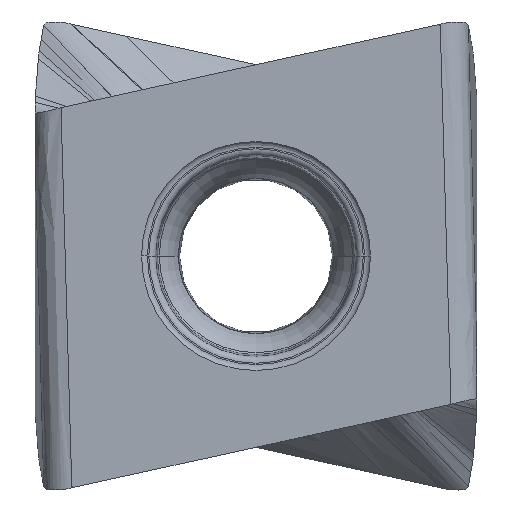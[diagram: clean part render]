
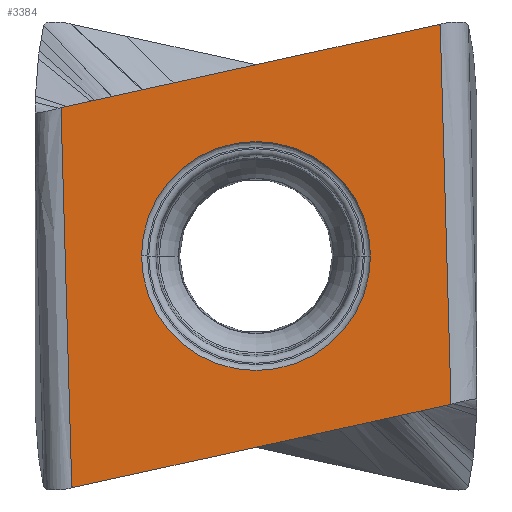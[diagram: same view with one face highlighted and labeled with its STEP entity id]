
A CAD part, front view. The second image highlights one B-rep face of the part: STEP entity #3384.
In plain terms, the highlighted planar face has unit normal (0, -1, 0).
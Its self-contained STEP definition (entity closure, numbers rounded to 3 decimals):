
#411=CARTESIAN_POINT('',(0.,0.,0.));
#412=DIRECTION('',(0.,1.,0.));
#413=DIRECTION('',(-1.,0.,0.));
#414=AXIS2_PLACEMENT_3D('',#411,#412,#413);
#427=CARTESIAN_POINT('',(0.,0.,0.));
#428=DIRECTION('',(0.,1.,0.));
#429=DIRECTION('',(1.,0.,0.));
#430=AXIS2_PLACEMENT_3D('',#427,#428,#429);
#435=DIRECTION('',(0.028,0.,-1.));
#436=VECTOR('',#435,11.199);
#437=CARTESIAN_POINT('',(-5.745,0.,4.364));
#438=LINE('',#437,#436);
#513=CARTESIAN_POINT('',(-5.426,0.,
-6.83));
#514=CARTESIAN_POINT('',(-5.194,0.,
-6.779));
#515=CARTESIAN_POINT('',(-4.695,0.,
-6.668));
#516=CARTESIAN_POINT('',(-4.142,0.,-6.546));
#517=CARTESIAN_POINT('',(-3.859,0.,-6.484));
#538=CARTESIAN_POINT('',(-3.859,0.,-6.484));
#539=CARTESIAN_POINT('',(-3.467,0.,-6.398));
#540=CARTESIAN_POINT('',(-2.647,0.,
-6.216));
#541=CARTESIAN_POINT('',(-1.344,0.,
-5.929));
#542=CARTESIAN_POINT('',(-0.231,0.,
-5.683));
#543=CARTESIAN_POINT('',(0.656,0.,
-5.488));
#544=CARTESIAN_POINT('',(1.534,0.,
-5.294));
#545=CARTESIAN_POINT('',(2.603,0.,
-5.058));
#546=CARTESIAN_POINT('',(3.8,0.,-4.794));
#547=CARTESIAN_POINT('',(4.872,0.,
-4.557));
#548=CARTESIAN_POINT('',(5.477,0.,-4.424));
#549=CARTESIAN_POINT('',(5.745,0.,-4.364));
#577=CARTESIAN_POINT('',(5.745,0.,-4.364));
#600=DIRECTION('',(-0.028,0.,1.));
#601=VECTOR('',#600,11.199);
#602=CARTESIAN_POINT('',(5.745,0.,-4.364));
#603=LINE('',#602,#601);
#1392=CARTESIAN_POINT('',(5.426,0.,
6.83));
#1393=CARTESIAN_POINT('',(5.194,0.,
6.779));
#1394=CARTESIAN_POINT('',(4.695,0.,6.668));
#1395=CARTESIAN_POINT('',(4.142,0.,6.546));
#1396=CARTESIAN_POINT('',(3.859,0.,6.484));
#1417=CARTESIAN_POINT('',(3.859,0.,6.484));
#1418=CARTESIAN_POINT('',(3.467,0.,6.398));
#1419=CARTESIAN_POINT('',(2.647,0.,
6.216));
#1420=CARTESIAN_POINT('',(1.344,0.,
5.929));
#1421=CARTESIAN_POINT('',(0.231,0.,
5.683));
#1422=CARTESIAN_POINT('',(-0.656,0.,
5.488));
#1423=CARTESIAN_POINT('',(-1.534,0.,
5.294));
#1424=CARTESIAN_POINT('',(-2.603,0.,
5.058));
#1425=CARTESIAN_POINT('',(-3.8,0.,
4.794));
#1426=CARTESIAN_POINT('',(-4.872,0.,
4.557));
#1427=CARTESIAN_POINT('',(-5.477,0.,
4.424));
#1428=CARTESIAN_POINT('',(-5.745,0.,
4.364));
#1456=CARTESIAN_POINT('',(-5.745,0.,
4.364));
#2811=CARTESIAN_POINT('',(3.373,0.,
0.));
#2812=VERTEX_POINT('',#2811);
#2813=CARTESIAN_POINT('',(-3.373,0.,
0.));
#2814=VERTEX_POINT('',#2813);
#2898=VERTEX_POINT('',#1456);
#2899=VERTEX_POINT('',#1417);
#2900=VERTEX_POINT('',#1392);
#2974=VERTEX_POINT('',#577);
#2975=VERTEX_POINT('',#538);
#2976=VERTEX_POINT('',#513);
#3361=CARTESIAN_POINT('',(7.999,0.,-1.189));
#3362=DIRECTION('',(0.,1.,0.));
#3363=DIRECTION('',(-1.,0.,-0.026));
#3364=AXIS2_PLACEMENT_3D('',#3361,#3362,#3363);
#3365=PLANE('',#3364);
#3367=ORIENTED_EDGE('',*,*,#3366,.F.);
#3369=ORIENTED_EDGE('',*,*,#3368,.F.);
#3371=ORIENTED_EDGE('',*,*,#3370,.F.);
#3373=ORIENTED_EDGE('',*,*,#3372,.F.);
#3375=ORIENTED_EDGE('',*,*,#3374,.F.);
#3377=ORIENTED_EDGE('',*,*,#3376,.F.);
#3378=EDGE_LOOP('',(#3367,#3369,#3371,#3373,#3375,#3377));
#3379=FACE_OUTER_BOUND('',#3378,.F.);
#3380=ORIENTED_EDGE('',*,*,#3354,.F.);
#3381=ORIENTED_EDGE('',*,*,#3343,.F.);
#3382=EDGE_LOOP('',(#3380,#3381));
#3383=FACE_BOUND('',#3382,.F.);
#415=CIRCLE('',#414,3.373);
#431=CIRCLE('',#430,3.373);
#518=B_SPLINE_CURVE_WITH_KNOTS('',3,(#513,#514,#515,#516,#517),.UNSPECIFIED.,
.F.,.F.,(4,1,4),(0.,0.5,1.),.UNSPECIFIED.);
#550=B_SPLINE_CURVE_WITH_KNOTS('',3,(#538,#539,#540,#541,#542,#543,#544,#545,
#546,#547,#548,#549),.UNSPECIFIED.,.F.,.F.,(4,1,1,1,1,1,1,1,1,4),(0.,0.125,
0.25,0.375,0.438,0.5,0.625,0.75,0.875,1.),.UNSPECIFIED.);
#1397=B_SPLINE_CURVE_WITH_KNOTS('',3,(#1392,#1393,#1394,#1395,#1396),
.UNSPECIFIED.,.F.,.F.,(4,1,4),(0.,0.5,1.),.UNSPECIFIED.);
#1429=B_SPLINE_CURVE_WITH_KNOTS('',3,(#1417,#1418,#1419,#1420,#1421,#1422,#1423,
#1424,#1425,#1426,#1427,#1428),.UNSPECIFIED.,.F.,.F.,(4,1,1,1,1,1,1,1,1,4),
(0.,0.125,0.25,0.375,0.438,0.5,0.625,0.75,0.875,1.),
.UNSPECIFIED.);
#3343=EDGE_CURVE('',#2814,#2812,#415,.T.);
#3354=EDGE_CURVE('',#2812,#2814,#431,.T.);
#3366=EDGE_CURVE('',#2898,#2976,#438,.T.);
#3368=EDGE_CURVE('',#2899,#2898,#1429,.T.);
#3370=EDGE_CURVE('',#2900,#2899,#1397,.T.);
#3372=EDGE_CURVE('',#2974,#2900,#603,.T.);
#3374=EDGE_CURVE('',#2975,#2974,#550,.T.);
#3376=EDGE_CURVE('',#2976,#2975,#518,.T.);
#3384=ADVANCED_FACE('',(#3379,#3383),#3365,.F.);
